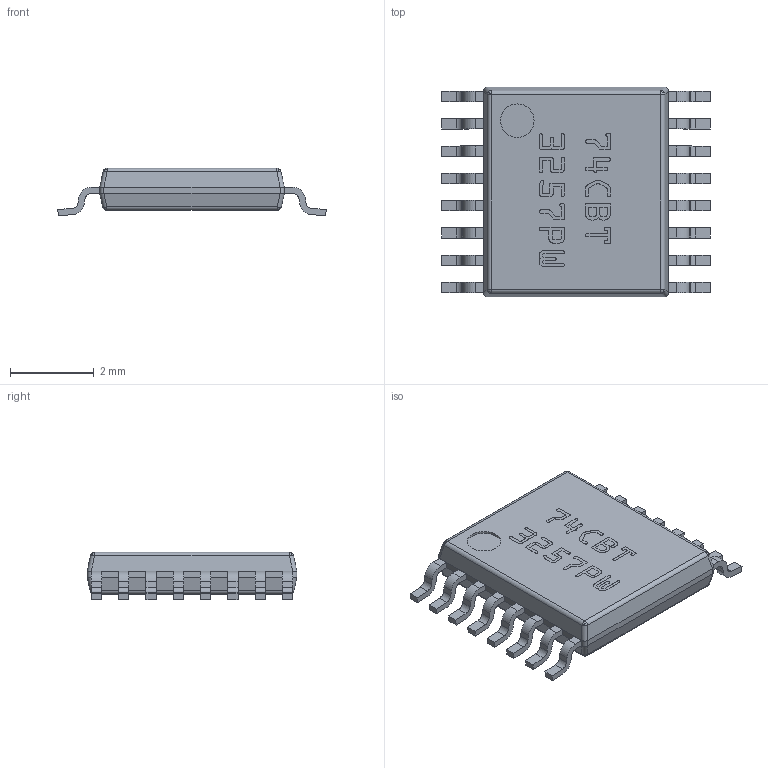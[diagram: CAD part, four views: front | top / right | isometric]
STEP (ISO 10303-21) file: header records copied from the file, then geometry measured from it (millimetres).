
FILE_DESCRIPTION (( 'STEP AP214' ), '1' );
FILE_NAME ('74CBT3257PW.STEP', '2021-03-25T10:29:44', ( '' ), ( '' ), 'SwSTEP 2.0', 'SolidWorks 2018', '' );
FILE_SCHEMA (( 'AUTOMOTIVE_DESIGN' ));
Length unit declared in the file: millimetre
Products named in the file (1): 74CBT3257PW
Bounding box: 6.4 x 5 x 1.13 mm (x, y, z)
Volume: 22 mm3; surface area: 76.1 mm2
Topology: 17 solids, 17 shells, 498 faces, 1319 edges, 870 vertices
Faces by surface type: plane 302, bspline 94, cylinder 86, sphere 16
Entity records: 23231 total; most frequent: CARTESIAN_POINT 5734, ORIENTED_EDGE 2638, DIRECTION 2093, EDGE_CURVE 1319, VECTOR 931, LINE 931, VERTEX_POINT 870, AXIS2_PLACEMENT_3D 581
